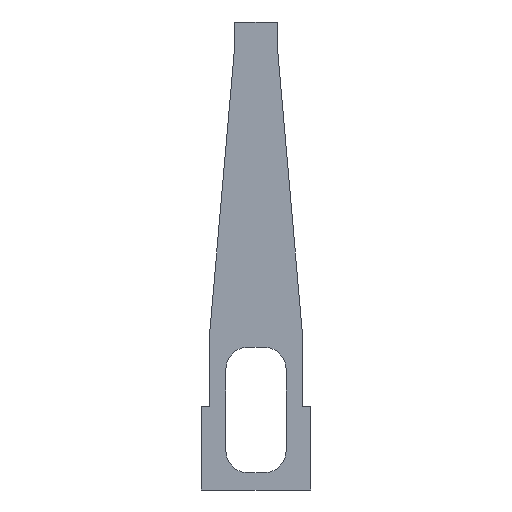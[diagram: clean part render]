
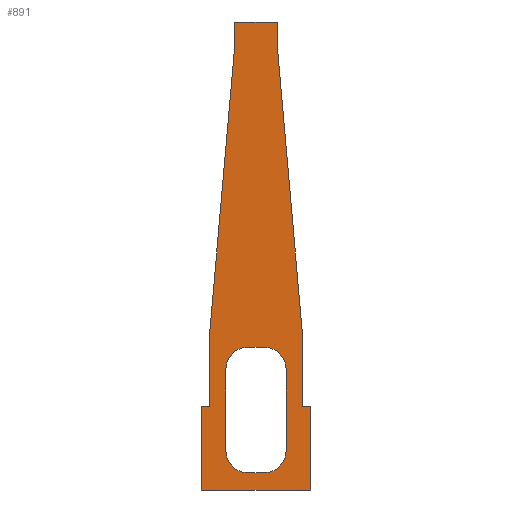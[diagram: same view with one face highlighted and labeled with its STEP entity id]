
A CAD part, left-side view. The second image highlights one B-rep face of the part: STEP entity #891.
In plain terms, the highlighted planar face has unit normal (-1, 0, 0).
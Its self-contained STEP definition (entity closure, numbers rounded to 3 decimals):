
#40=CARTESIAN_POINT('Vertex',(0.,20.32,0.)) ;
#45=CARTESIAN_POINT('Line Origine',(0.,14.923,61.694)) ;
#49=CARTESIAN_POINT('Vertex',(0.,9.525,123.387)) ;
#76=CARTESIAN_POINT('Line Origine',(0.,9.525,129.673)) ;
#80=CARTESIAN_POINT('Vertex',(0.,9.525,135.958)) ;
#107=CARTESIAN_POINT('Line Origine',(0.,4.763,135.958)) ;
#111=CARTESIAN_POINT('Vertex',(0.,0.,135.958)) ;
#133=CARTESIAN_POINT('Line Origine',(0.,-4.763,135.958)) ;
#137=CARTESIAN_POINT('Vertex',(0.,-9.525,135.958)) ;
#164=CARTESIAN_POINT('Line Origine',(0.,-9.525,129.673)) ;
#168=CARTESIAN_POINT('Vertex',(0.,-9.525,123.387)) ;
#195=CARTESIAN_POINT('Line Origine',(0.,-14.923,61.694)) ;
#199=CARTESIAN_POINT('Vertex',(0.,-20.32,0.)) ;
#226=CARTESIAN_POINT('Line Origine',(0.,-20.32,-16.51)) ;
#230=CARTESIAN_POINT('Vertex',(0.,-20.32,-33.02)) ;
#257=CARTESIAN_POINT('Line Origine',(0.,-22.225,-33.02)) ;
#261=CARTESIAN_POINT('Vertex',(0.,-24.13,-33.02)) ;
#288=CARTESIAN_POINT('Line Origine',(0.,-24.13,-51.435)) ;
#292=CARTESIAN_POINT('Vertex',(0.,-24.13,-69.85)) ;
#319=CARTESIAN_POINT('Line Origine',(0.,-22.225,-69.85)) ;
#323=CARTESIAN_POINT('Vertex',(0.,-20.32,-69.85)) ;
#345=CARTESIAN_POINT('Line Origine',(0.,-16.764,-69.85)) ;
#349=CARTESIAN_POINT('Vertex',(0.,-13.208,-69.85)) ;
#371=CARTESIAN_POINT('Line Origine',(0.,-6.604,-69.85)) ;
#375=CARTESIAN_POINT('Vertex',(0.,0.,-69.85)) ;
#397=CARTESIAN_POINT('Line Origine',(0.,6.604,-69.85)) ;
#401=CARTESIAN_POINT('Vertex',(0.,13.208,-69.85)) ;
#423=CARTESIAN_POINT('Line Origine',(0.,16.764,-69.85)) ;
#427=CARTESIAN_POINT('Vertex',(0.,20.32,-69.85)) ;
#449=CARTESIAN_POINT('Line Origine',(0.,22.225,-69.85)) ;
#453=CARTESIAN_POINT('Vertex',(0.,24.13,-69.85)) ;
#480=CARTESIAN_POINT('Line Origine',(0.,24.13,-51.435)) ;
#484=CARTESIAN_POINT('Vertex',(0.,24.13,-33.02)) ;
#506=CARTESIAN_POINT('Line Origine',(0.,22.225,-33.02)) ;
#510=CARTESIAN_POINT('Vertex',(0.,20.32,-33.02)) ;
#537=CARTESIAN_POINT('Line Origine',(0.,20.32,-16.51)) ;
#572=CARTESIAN_POINT('Vertex',(0.,3.683,-7.112)) ;
#575=CARTESIAN_POINT('Axis2P3D Location',(0.,3.683,-16.637)) ;
#579=CARTESIAN_POINT('Vertex',(0.,13.208,-16.637)) ;
#606=CARTESIAN_POINT('Line Origine',(0.,13.208,-34.671)) ;
#610=CARTESIAN_POINT('Vertex',(0.,13.208,-52.705)) ;
#637=CARTESIAN_POINT('Axis2P3D Location',(0.,3.683,-52.705)) ;
#641=CARTESIAN_POINT('Vertex',(0.,3.683,-62.23)) ;
#668=CARTESIAN_POINT('Line Origine',(0.,1.842,-62.23)) ;
#672=CARTESIAN_POINT('Vertex',(0.,0.,-62.23)) ;
#694=CARTESIAN_POINT('Line Origine',(0.,-1.842,-62.23)) ;
#698=CARTESIAN_POINT('Vertex',(0.,-3.683,-62.23)) ;
#725=CARTESIAN_POINT('Axis2P3D Location',(0.,-3.683,-52.705)) ;
#729=CARTESIAN_POINT('Vertex',(0.,-13.208,-52.705)) ;
#756=CARTESIAN_POINT('Line Origine',(0.,-13.208,-34.671)) ;
#760=CARTESIAN_POINT('Vertex',(0.,-13.208,-16.637)) ;
#787=CARTESIAN_POINT('Axis2P3D Location',(0.,-3.683,-16.637)) ;
#791=CARTESIAN_POINT('Vertex',(0.,-3.683,-7.112)) ;
#818=CARTESIAN_POINT('Line Origine',(0.,-1.842,-7.112)) ;
#822=CARTESIAN_POINT('Vertex',(0.,0.,-7.112)) ;
#842=CARTESIAN_POINT('Line Origine',(0.,1.842,-7.112)) ;
#854=CARTESIAN_POINT('Axis2P3D Location',(0.,0.,0.)) ;
#47=VECTOR('Line Direction',#46,1.) ;
#78=VECTOR('Line Direction',#77,1.) ;
#109=VECTOR('Line Direction',#108,1.) ;
#135=VECTOR('Line Direction',#134,1.) ;
#166=VECTOR('Line Direction',#165,1.) ;
#197=VECTOR('Line Direction',#196,1.) ;
#228=VECTOR('Line Direction',#227,1.) ;
#259=VECTOR('Line Direction',#258,1.) ;
#290=VECTOR('Line Direction',#289,1.) ;
#321=VECTOR('Line Direction',#320,1.) ;
#347=VECTOR('Line Direction',#346,1.) ;
#373=VECTOR('Line Direction',#372,1.) ;
#399=VECTOR('Line Direction',#398,1.) ;
#425=VECTOR('Line Direction',#424,1.) ;
#451=VECTOR('Line Direction',#450,1.) ;
#482=VECTOR('Line Direction',#481,1.) ;
#508=VECTOR('Line Direction',#507,1.) ;
#539=VECTOR('Line Direction',#538,1.) ;
#608=VECTOR('Line Direction',#607,1.) ;
#670=VECTOR('Line Direction',#669,1.) ;
#696=VECTOR('Line Direction',#695,1.) ;
#758=VECTOR('Line Direction',#757,1.) ;
#820=VECTOR('Line Direction',#819,1.) ;
#844=VECTOR('Line Direction',#843,1.) ;
#46=DIRECTION('Vector Direction',(0.,-0.087,0.996)) ;
#77=DIRECTION('Vector Direction',(0.,0.,1.)) ;
#108=DIRECTION('Vector Direction',(0.,-1.,0.)) ;
#134=DIRECTION('Vector Direction',(0.,1.,0.)) ;
#165=DIRECTION('Vector Direction',(0.,0.,1.)) ;
#196=DIRECTION('Vector Direction',(0.,0.087,0.996)) ;
#227=DIRECTION('Vector Direction',(0.,0.,-1.)) ;
#258=DIRECTION('Vector Direction',(0.,-1.,0.)) ;
#289=DIRECTION('Vector Direction',(0.,0.,-1.)) ;
#320=DIRECTION('Vector Direction',(0.,1.,0.)) ;
#346=DIRECTION('Vector Direction',(0.,1.,0.)) ;
#372=DIRECTION('Vector Direction',(0.,1.,0.)) ;
#398=DIRECTION('Vector Direction',(0.,-1.,0.)) ;
#424=DIRECTION('Vector Direction',(0.,-1.,0.)) ;
#450=DIRECTION('Vector Direction',(0.,-1.,0.)) ;
#481=DIRECTION('Vector Direction',(0.,0.,-1.)) ;
#507=DIRECTION('Vector Direction',(0.,1.,0.)) ;
#538=DIRECTION('Vector Direction',(0.,0.,-1.)) ;
#576=DIRECTION('Axis2P3D Direction',(1.,0.,0.)) ;
#607=DIRECTION('Vector Direction',(0.,0.,1.)) ;
#638=DIRECTION('Axis2P3D Direction',(1.,0.,0.)) ;
#669=DIRECTION('Vector Direction',(0.,-1.,0.)) ;
#695=DIRECTION('Vector Direction',(0.,1.,0.)) ;
#726=DIRECTION('Axis2P3D Direction',(1.,0.,0.)) ;
#757=DIRECTION('Vector Direction',(0.,0.,1.)) ;
#788=DIRECTION('Axis2P3D Direction',(1.,0.,0.)) ;
#819=DIRECTION('Vector Direction',(0.,1.,0.)) ;
#843=DIRECTION('Vector Direction',(0.,-1.,0.)) ;
#855=DIRECTION('Axis2P3D Direction',(1.,0.,0.)) ;
#856=DIRECTION('Axis2P3D XDirection',(0.,1.,0.)) ;
#577=AXIS2_PLACEMENT_3D('Circle Axis2P3D',#575,#576,$) ;
#639=AXIS2_PLACEMENT_3D('Circle Axis2P3D',#637,#638,$) ;
#727=AXIS2_PLACEMENT_3D('Circle Axis2P3D',#725,#726,$) ;
#789=AXIS2_PLACEMENT_3D('Circle Axis2P3D',#787,#788,$) ;
#857=AXIS2_PLACEMENT_3D('Plane Axis2P3D',#854,#855,#856) ;
#48=LINE('Line',#45,#47) ;
#79=LINE('Line',#76,#78) ;
#110=LINE('Line',#107,#109) ;
#136=LINE('Line',#133,#135) ;
#167=LINE('Line',#164,#166) ;
#198=LINE('Line',#195,#197) ;
#229=LINE('Line',#226,#228) ;
#260=LINE('Line',#257,#259) ;
#291=LINE('Line',#288,#290) ;
#322=LINE('Line',#319,#321) ;
#348=LINE('Line',#345,#347) ;
#374=LINE('Line',#371,#373) ;
#400=LINE('Line',#397,#399) ;
#426=LINE('Line',#423,#425) ;
#452=LINE('Line',#449,#451) ;
#483=LINE('Line',#480,#482) ;
#509=LINE('Line',#506,#508) ;
#540=LINE('Line',#537,#539) ;
#609=LINE('Line',#606,#608) ;
#671=LINE('Line',#668,#670) ;
#697=LINE('Line',#694,#696) ;
#759=LINE('Line',#756,#758) ;
#821=LINE('Line',#818,#820) ;
#845=LINE('Line',#842,#844) ;
#578=CIRCLE('generated circle',#577,9.525) ;
#640=CIRCLE('generated circle',#639,9.525) ;
#728=CIRCLE('generated circle',#727,9.525) ;
#790=CIRCLE('generated circle',#789,9.525) ;
#858=PLANE('',#857) ;
#890=FACE_BOUND('',#879,.T.) ;
#51=EDGE_CURVE('',#41,#50,#48,.T.) ;
#82=EDGE_CURVE('',#50,#81,#79,.T.) ;
#113=EDGE_CURVE('',#81,#112,#110,.T.) ;
#139=EDGE_CURVE('',#112,#138,#136,.F.) ;
#170=EDGE_CURVE('',#138,#169,#167,.F.) ;
#201=EDGE_CURVE('',#169,#200,#198,.F.) ;
#232=EDGE_CURVE('',#200,#231,#229,.T.) ;
#263=EDGE_CURVE('',#231,#262,#260,.T.) ;
#294=EDGE_CURVE('',#262,#293,#291,.T.) ;
#325=EDGE_CURVE('',#293,#324,#322,.T.) ;
#351=EDGE_CURVE('',#324,#350,#348,.T.) ;
#377=EDGE_CURVE('',#350,#376,#374,.T.) ;
#403=EDGE_CURVE('',#376,#402,#400,.F.) ;
#429=EDGE_CURVE('',#402,#428,#426,.F.) ;
#455=EDGE_CURVE('',#428,#454,#452,.F.) ;
#486=EDGE_CURVE('',#454,#485,#483,.F.) ;
#512=EDGE_CURVE('',#485,#511,#509,.F.) ;
#541=EDGE_CURVE('',#511,#41,#540,.F.) ;
#581=EDGE_CURVE('',#580,#573,#578,.T.) ;
#612=EDGE_CURVE('',#611,#580,#609,.T.) ;
#643=EDGE_CURVE('',#642,#611,#640,.T.) ;
#674=EDGE_CURVE('',#673,#642,#671,.F.) ;
#700=EDGE_CURVE('',#699,#673,#697,.T.) ;
#731=EDGE_CURVE('',#730,#699,#728,.T.) ;
#762=EDGE_CURVE('',#761,#730,#759,.F.) ;
#793=EDGE_CURVE('',#792,#761,#790,.T.) ;
#824=EDGE_CURVE('',#823,#792,#821,.F.) ;
#846=EDGE_CURVE('',#573,#823,#845,.T.) ;
#860=ORIENTED_EDGE('',*,*,#541,.F.) ;
#861=ORIENTED_EDGE('',*,*,#512,.F.) ;
#862=ORIENTED_EDGE('',*,*,#486,.F.) ;
#863=ORIENTED_EDGE('',*,*,#455,.F.) ;
#864=ORIENTED_EDGE('',*,*,#429,.F.) ;
#865=ORIENTED_EDGE('',*,*,#403,.F.) ;
#866=ORIENTED_EDGE('',*,*,#377,.F.) ;
#867=ORIENTED_EDGE('',*,*,#351,.F.) ;
#868=ORIENTED_EDGE('',*,*,#325,.F.) ;
#869=ORIENTED_EDGE('',*,*,#294,.F.) ;
#870=ORIENTED_EDGE('',*,*,#263,.F.) ;
#871=ORIENTED_EDGE('',*,*,#232,.F.) ;
#872=ORIENTED_EDGE('',*,*,#201,.F.) ;
#873=ORIENTED_EDGE('',*,*,#170,.F.) ;
#874=ORIENTED_EDGE('',*,*,#139,.F.) ;
#875=ORIENTED_EDGE('',*,*,#113,.F.) ;
#876=ORIENTED_EDGE('',*,*,#82,.F.) ;
#877=ORIENTED_EDGE('',*,*,#51,.F.) ;
#880=ORIENTED_EDGE('',*,*,#846,.T.) ;
#881=ORIENTED_EDGE('',*,*,#824,.T.) ;
#882=ORIENTED_EDGE('',*,*,#793,.T.) ;
#883=ORIENTED_EDGE('',*,*,#762,.T.) ;
#884=ORIENTED_EDGE('',*,*,#731,.T.) ;
#885=ORIENTED_EDGE('',*,*,#700,.T.) ;
#886=ORIENTED_EDGE('',*,*,#674,.T.) ;
#887=ORIENTED_EDGE('',*,*,#643,.T.) ;
#888=ORIENTED_EDGE('',*,*,#612,.T.) ;
#889=ORIENTED_EDGE('',*,*,#581,.T.) ;
#859=EDGE_LOOP('',(#860,#861,#862,#863,#864,#865,#866,#867,#868,#869,#870,#871,#872,#873,#874,#875,#876,#877)) ;
#879=EDGE_LOOP('',(#880,#881,#882,#883,#884,#885,#886,#887,#888,#889)) ;
#41=VERTEX_POINT('',#40) ;
#50=VERTEX_POINT('',#49) ;
#81=VERTEX_POINT('',#80) ;
#112=VERTEX_POINT('',#111) ;
#138=VERTEX_POINT('',#137) ;
#169=VERTEX_POINT('',#168) ;
#200=VERTEX_POINT('',#199) ;
#231=VERTEX_POINT('',#230) ;
#262=VERTEX_POINT('',#261) ;
#293=VERTEX_POINT('',#292) ;
#324=VERTEX_POINT('',#323) ;
#350=VERTEX_POINT('',#349) ;
#376=VERTEX_POINT('',#375) ;
#402=VERTEX_POINT('',#401) ;
#428=VERTEX_POINT('',#427) ;
#454=VERTEX_POINT('',#453) ;
#485=VERTEX_POINT('',#484) ;
#511=VERTEX_POINT('',#510) ;
#573=VERTEX_POINT('',#572) ;
#580=VERTEX_POINT('',#579) ;
#611=VERTEX_POINT('',#610) ;
#642=VERTEX_POINT('',#641) ;
#673=VERTEX_POINT('',#672) ;
#699=VERTEX_POINT('',#698) ;
#730=VERTEX_POINT('',#729) ;
#761=VERTEX_POINT('',#760) ;
#792=VERTEX_POINT('',#791) ;
#823=VERTEX_POINT('',#822) ;
#891=ADVANCED_FACE('PartBody',(#878,#890),#858,.F.) ;
#878=FACE_OUTER_BOUND('',#859,.T.) ;
